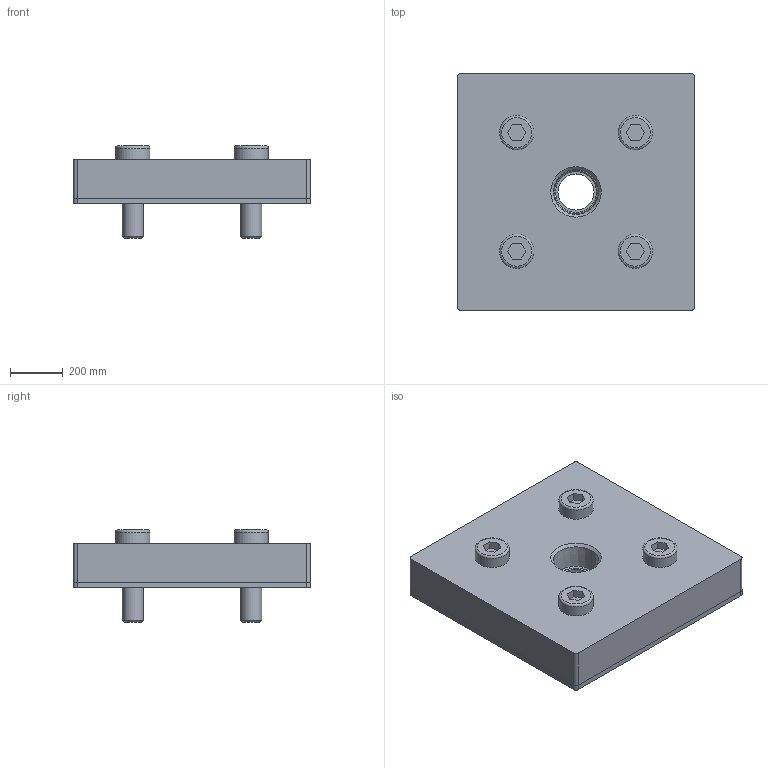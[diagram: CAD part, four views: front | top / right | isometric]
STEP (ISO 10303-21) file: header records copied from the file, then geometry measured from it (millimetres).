
FILE_DESCRIPTION(/* description */ (''),/* implementation_level */ '2;1');
FILE_NAME(/* name */ '32-909038N-1.stp',/* time_stamp */ '2025-01-08T08:41:03-05:00',/* author */ ('esanner'),/* organization */ (''),/* preprocessor_version */ 'ST-DEVELOPER v19',/* originating_system */ 'AutoCAD Mechanical',/* authorisation */ '');
FILE_SCHEMA (('AUTOMOTIVE_DESIGN { 1 0 10303 214 3 1 1 }'));
Length unit declared in the file: centimetre
Products named in the file (2): Product; 32-909038N-1
Assembly tree (1 placements, depth 2):
  Product
    32-909038N-1
Bounding box: 900 x 900 x 350 mm (x, y, z)
Volume: 137616165.9 mm3; surface area: 4397940.1 mm2
Topology: 6 solids, 6 shells, 93 faces, 209 edges, 137 vertices
Faces by surface type: plane 53, cylinder 27, cone 9, torus 4
Full cylindrical faces by diameter (mm): 80 x4, 90 x8, 130 x4, 250 x1
Entity records: 2682 total; most frequent: DIRECTION 478, CARTESIAN_POINT 442, ORIENTED_EDGE 418, EDGE_CURVE 209, AXIS2_PLACEMENT_3D 173, VERTEX_POINT 137, LINE 132, VECTOR 132
